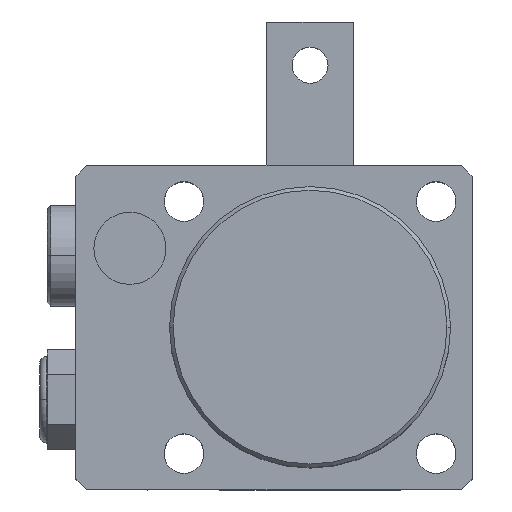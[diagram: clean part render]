
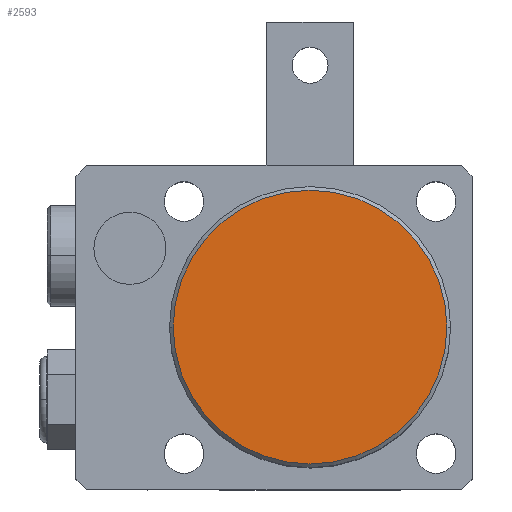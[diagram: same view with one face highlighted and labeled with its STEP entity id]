
A CAD part, top view. The second image highlights one B-rep face of the part: STEP entity #2593.
In plain terms, the highlighted planar face has unit normal (0, 0, 1).
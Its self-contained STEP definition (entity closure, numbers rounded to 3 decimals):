
#187 = CIRCLE ( 'NONE', #393, 19. ) ;
#356 = EDGE_LOOP ( 'NONE', ( #5465, #414 ) ) ;
#393 = AXIS2_PLACEMENT_3D ( 'NONE', #2513, #5930, #2994 ) ;
#414 = ORIENTED_EDGE ( 'NONE', *, *, #5852, .T. ) ;
#962 = CARTESIAN_POINT ( 'NONE',  ( 0., 0., 50.75 ) ) ;
#1112 = AXIS2_PLACEMENT_3D ( 'NONE', #962, #1463, #4875 ) ;
#1463 = DIRECTION ( 'NONE',  ( 0., 0., 1. ) ) ;
#1802 = DIRECTION ( 'NONE',  ( 0., 0., 1. ) ) ;
#2513 = CARTESIAN_POINT ( 'NONE',  ( 0., 0., 50.75 ) ) ;
#2593 = ADVANCED_FACE ( 'NONE', ( #4782 ), #4366, .T. ) ;
#2605 = AXIS2_PLACEMENT_3D ( 'NONE', #4721, #1802, #5211 ) ;
#2630 = CARTESIAN_POINT ( 'NONE',  ( 19., 0., 50.75 ) ) ;
#2948 = EDGE_CURVE ( 'NONE', #3245, #3415, #6178, .T. ) ;
#2994 = DIRECTION ( 'NONE',  ( 1., 0., 0. ) ) ;
#3245 = VERTEX_POINT ( 'NONE', #3484 ) ;
#3415 = VERTEX_POINT ( 'NONE', #2630 ) ;
#3484 = CARTESIAN_POINT ( 'NONE',  ( -19., 0., 50.75 ) ) ;
#4366 = PLANE ( 'NONE',  #1112 ) ;
#4721 = CARTESIAN_POINT ( 'NONE',  ( 0., 0., 50.75 ) ) ;
#4782 = FACE_OUTER_BOUND ( 'NONE', #356, .T. ) ;
#4875 = DIRECTION ( 'NONE',  ( 1., 0., 0. ) ) ;
#5211 = DIRECTION ( 'NONE',  ( 1., 0., 0. ) ) ;
#5465 = ORIENTED_EDGE ( 'NONE', *, *, #2948, .T. ) ;
#5852 = EDGE_CURVE ( 'NONE', #3415, #3245, #187, .T. ) ;
#5930 = DIRECTION ( 'NONE',  ( 0., 0., 1. ) ) ;
#6178 = CIRCLE ( 'NONE', #2605, 19. ) ;
